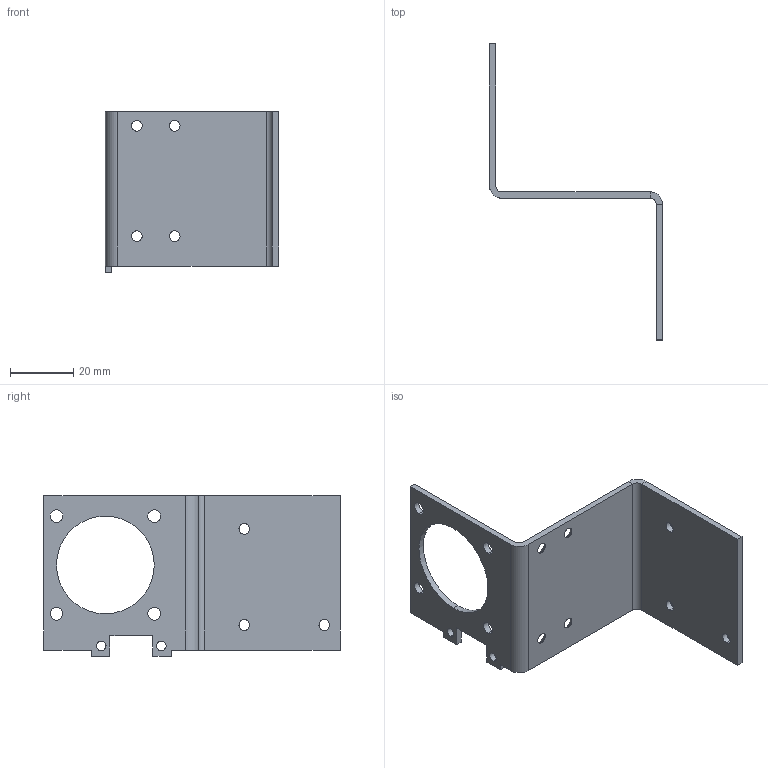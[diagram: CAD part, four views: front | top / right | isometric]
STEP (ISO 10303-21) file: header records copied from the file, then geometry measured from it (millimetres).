
FILE_DESCRIPTION (( 'STEP AP203' ), '1' );
FILE_NAME ('S-14-0212-02.STEP', '2016-07-04T16:30:35', ( '' ), ( '' ), 'SwSTEP 2.0', 'SolidWorks 2013', '' );
FILE_SCHEMA (( 'CONFIG_CONTROL_DESIGN' ));
Length unit declared in the file: millimetre
Products named in the file (1): S-14-0212-02
Bounding box: 55 x 94 x 51 mm (x, y, z)
Volume: 12232.6 mm3; surface area: 13574.1 mm2
Topology: 1 solids, 1 shells, 64 faces, 166 edges, 104 vertices
Faces by surface type: cylinder 32, plane 24, cone 8
Entity records: 2095 total; most frequent: DIRECTION 368, CARTESIAN_POINT 335, ORIENTED_EDGE 332, EDGE_CURVE 166, AXIS2_PLACEMENT_3D 137, VERTEX_POINT 104, LINE 94, VECTOR 94
